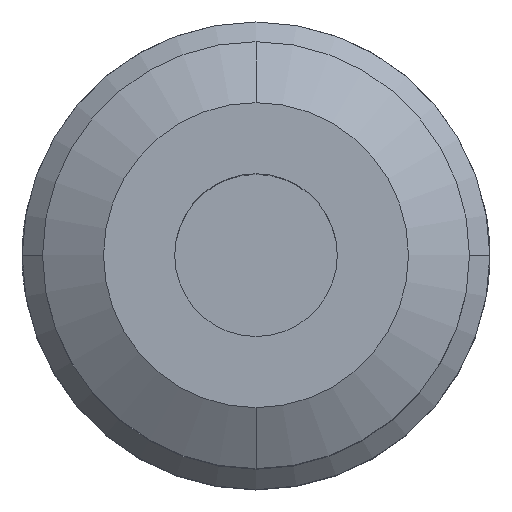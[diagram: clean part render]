
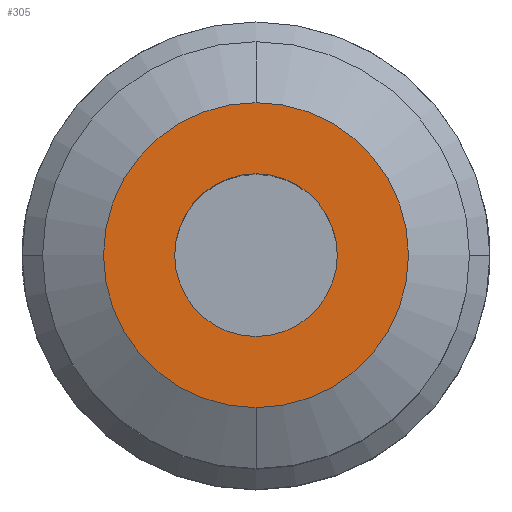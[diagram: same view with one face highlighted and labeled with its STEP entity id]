
A CAD part, top view. The second image highlights one B-rep face of the part: STEP entity #305.
In plain terms, the highlighted planar face has unit normal (0, 0, 1).
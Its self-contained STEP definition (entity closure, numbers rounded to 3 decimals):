
#42 = CARTESIAN_POINT ( 'NONE',  ( 0., 15., 60. ) ) ;
#100 = DIRECTION ( 'NONE',  ( 0., 0., 1. ) ) ;
#103 = VERTEX_POINT ( 'NONE', #42 ) ;
#108 = EDGE_CURVE ( 'NONE', #470, #1508, #139, .T. ) ;
#139 = CIRCLE ( 'NONE', #1369, 8. ) ;
#259 = FACE_BOUND ( 'NONE', #1745, .T. ) ;
#291 = CARTESIAN_POINT ( 'NONE',  ( 0., -15., 60. ) ) ;
#305 = ADVANCED_FACE ( 'NONE', ( #259, #1047 ), #856, .T. ) ;
#337 = ORIENTED_EDGE ( 'NONE', *, *, #1791, .T. ) ;
#377 = DIRECTION ( 'NONE',  ( 0., 0., 1. ) ) ;
#457 = AXIS2_PLACEMENT_3D ( 'NONE', #1236, #1373, #1226 ) ;
#470 = VERTEX_POINT ( 'NONE', #1451 ) ;
#498 = AXIS2_PLACEMENT_3D ( 'NONE', #845, #778, #768 ) ;
#499 = DIRECTION ( 'NONE',  ( 0., 1., 0. ) ) ;
#716 = ORIENTED_EDGE ( 'NONE', *, *, #1405, .T. ) ;
#729 = CARTESIAN_POINT ( 'NONE',  ( 0., 0., 60. ) ) ;
#768 = DIRECTION ( 'NONE',  ( 0., 1., 0. ) ) ;
#778 = DIRECTION ( 'NONE',  ( 0., 0., 1. ) ) ;
#800 = CARTESIAN_POINT ( 'NONE',  ( 0., 0., 60. ) ) ;
#845 = CARTESIAN_POINT ( 'NONE',  ( 0., 0., 60. ) ) ;
#856 = PLANE ( 'NONE',  #1329 ) ;
#915 = CIRCLE ( 'NONE', #1068, 15. ) ;
#989 = CARTESIAN_POINT ( 'NONE',  ( -15.18, -15.18, 60. ) ) ;
#1047 = FACE_OUTER_BOUND ( 'NONE', #1312, .T. ) ;
#1068 = AXIS2_PLACEMENT_3D ( 'NONE', #729, #100, #1091 ) ;
#1091 = DIRECTION ( 'NONE',  ( 0., 1., 0. ) ) ;
#1195 = ORIENTED_EDGE ( 'NONE', *, *, #1270, .T. ) ;
#1213 = CIRCLE ( 'NONE', #457, 8. ) ;
#1226 = DIRECTION ( 'NONE',  ( 0., 1., 0. ) ) ;
#1236 = CARTESIAN_POINT ( 'NONE',  ( 0., 0., 60. ) ) ;
#1270 = EDGE_CURVE ( 'NONE', #1276, #103, #1768, .T. ) ;
#1276 = VERTEX_POINT ( 'NONE', #291 ) ;
#1312 = EDGE_LOOP ( 'NONE', ( #716, #1195 ) ) ;
#1329 = AXIS2_PLACEMENT_3D ( 'NONE', #989, #377, #1375 ) ;
#1342 = ORIENTED_EDGE ( 'NONE', *, *, #108, .T. ) ;
#1369 = AXIS2_PLACEMENT_3D ( 'NONE', #800, #1612, #499 ) ;
#1373 = DIRECTION ( 'NONE',  ( 0., 0., -1. ) ) ;
#1375 = DIRECTION ( 'NONE',  ( 1., 0., 0. ) ) ;
#1405 = EDGE_CURVE ( 'NONE', #103, #1276, #915, .T. ) ;
#1411 = CARTESIAN_POINT ( 'NONE',  ( 0., 8., 60. ) ) ;
#1451 = CARTESIAN_POINT ( 'NONE',  ( 0., -8., 60. ) ) ;
#1508 = VERTEX_POINT ( 'NONE', #1411 ) ;
#1612 = DIRECTION ( 'NONE',  ( 0., 0., -1. ) ) ;
#1745 = EDGE_LOOP ( 'NONE', ( #337, #1342 ) ) ;
#1768 = CIRCLE ( 'NONE', #498, 15. ) ;
#1791 = EDGE_CURVE ( 'NONE', #1508, #470, #1213, .T. ) ;
